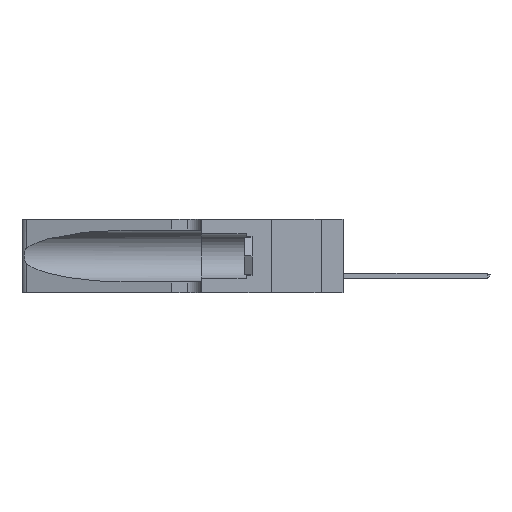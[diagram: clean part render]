
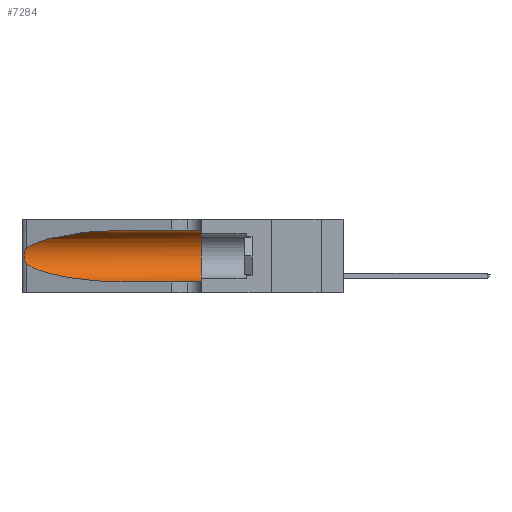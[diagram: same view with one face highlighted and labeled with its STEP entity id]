
A CAD part, left-side view. The second image highlights one B-rep face of the part: STEP entity #7284.
In plain terms, the highlighted cylindrical face has radius 3.308 mm (diameter 6.617 mm), a partial arc.
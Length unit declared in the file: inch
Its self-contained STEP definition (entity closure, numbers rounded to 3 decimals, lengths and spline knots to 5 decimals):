
#164 = LINE ( 'NONE', #3590, #35313 ) ;
#1054 = ORIENTED_EDGE ( 'NONE', *, *, #7087, .T. ) ;
#1562 = DIRECTION ( 'NONE',  ( 0., -1., 0. ) ) ;
#3590 = CARTESIAN_POINT ( 'NONE',  ( 0.1305, 1.61858, 0.31525 ) ) ;
#4595 = EDGE_CURVE ( 'NONE', #18468, #13860, #164, .T. ) ;
#4752 = CARTESIAN_POINT ( 'NONE',  ( 0.25555, 1.22993, 0.14849 ) ) ;
#5244 = CARTESIAN_POINT ( 'NONE',  ( 0.26075, 1.23896, 0.178 ) ) ;
#5719 = EDGE_CURVE ( 'NONE', #32389, #8826, #22116, .T. ) ;
#6352 = CARTESIAN_POINT ( 'NONE',  ( 0.1305, 0.72297, 0.31525 ) ) ;
#7087 = EDGE_CURVE ( 'NONE', #18468, #22639, #37065, .T. ) ;
#7284 = ADVANCED_FACE ( 'NONE', ( #34696 ), #19847, .F. ) ;
#8364 = CARTESIAN_POINT ( 'NONE',  ( 0.1305, 1.61858, 0.05475 ) ) ;
#8563 = CARTESIAN_POINT ( 'NONE',  ( 0.18966, 0.96281, 0.05475 ) ) ;
#8629 = DIRECTION ( 'NONE',  ( 0., -1., 0. ) ) ;
#8826 = VERTEX_POINT ( 'NONE', #13496 ) ;
#9035 = CARTESIAN_POINT ( 'NONE',  ( 0.25487, 1.22718, 0.14631 ) ) ;
#9459 = CARTESIAN_POINT ( 'NONE',  ( 0.1305, 0.35, 0.185 ) ) ;
#9733 = EDGE_CURVE ( 'NONE', #22639, #32389, #26940, .T. ) ;
#10575 = EDGE_CURVE ( 'NONE', #13860, #35062, #12408, .T. ) ;
#12048 = CARTESIAN_POINT ( 'NONE',  ( 0.2373, 1.15595, 0.28018 ) ) ;
#12408 = CIRCLE ( 'NONE', #26725, 0.13025 ) ;
#13496 = CARTESIAN_POINT ( 'NONE',  ( 0.1305, 0.72297, 0.05475 ) ) ;
#13707 = CARTESIAN_POINT ( 'NONE',  ( 0.25555, 1.22994, 0.2215 ) ) ;
#13772 = ORIENTED_EDGE ( 'NONE', *, *, #10575, .F. ) ;
#13860 = VERTEX_POINT ( 'NONE', #36505 ) ;
#15191 = CARTESIAN_POINT ( 'NONE',  ( 0.25639, 1.23184, 0.21858 ) ) ;
#15690 = DIRECTION ( 'NONE',  ( 0., 0., -1. ) ) ;
#18468 = VERTEX_POINT ( 'NONE', #6352 ) ;
#18700 = CARTESIAN_POINT ( 'NONE',  ( 0.26017, 1.23833, 0.17102 ) ) ;
#19166 = ORIENTED_EDGE ( 'NONE', *, *, #31561, .T. ) ;
#19173 = CARTESIAN_POINT ( 'NONE',  ( 0.25787, 1.23484, 0.2124 ) ) ;
#19547 = AXIS2_PLACEMENT_3D ( 'NONE', #43144, #8629, #15690 ) ;
#19836 = CARTESIAN_POINT ( 'NONE',  ( 0.25487, 1.22718, 0.22369 ) ) ;
#19847 = CYLINDRICAL_SURFACE ( 'NONE', #19547, 0.13025 ) ;
#22116 =( BOUNDED_CURVE ( )  B_SPLINE_CURVE ( 3, ( #9035, #43863, #8563, #40185 ),
 .UNSPECIFIED., .F., .F. ) 
 B_SPLINE_CURVE_WITH_KNOTS ( ( 4, 4 ),
 ( 3.44316, 4.71239 ),
 .UNSPECIFIED. ) 
 CURVE ( )  GEOMETRIC_REPRESENTATION_ITEM ( )  RATIONAL_B_SPLINE_CURVE ( ( 1., 0.87, 0.87, 1. ) ) 
 REPRESENTATION_ITEM ( '' )  );
#22252 = CARTESIAN_POINT ( 'NONE',  ( 0.25789, 1.23486, 0.15765 ) ) ;
#22487 = CARTESIAN_POINT ( 'NONE',  ( 0.18966, 0.96281, 0.31525 ) ) ;
#22639 = VERTEX_POINT ( 'NONE', #34898 ) ;
#22759 = CARTESIAN_POINT ( 'NONE',  ( 0.26018, 1.23835, 0.19895 ) ) ;
#24605 = EDGE_LOOP ( 'NONE', ( #1054, #29519, #28367, #19166, #13772, #44612 ) ) ;
#25086 = VECTOR ( 'NONE', #1562, 39.37008 ) ;
#25799 = CARTESIAN_POINT ( 'NONE',  ( 0.25639, 1.23186, 0.15144 ) ) ;
#26279 = CARTESIAN_POINT ( 'NONE',  ( 0.26075, 1.23896, 0.19203 ) ) ;
#26725 = AXIS2_PLACEMENT_3D ( 'NONE', #9459, #33989, #37377 ) ;
#26940 = B_SPLINE_CURVE_WITH_KNOTS ( 'NONE', 3,
 ( #19836, #13707, #15191, #19173, #39755, #22759, #26279, #5244, #18700, #43296, #22252, #25799, #4752, #29307 ),
 .UNSPECIFIED., .F., .F.,
 ( 4, 2, 2, 2, 2, 2, 4 ),
 ( 0., 0.00027, 0.00053, 0.00107, 0.0016, 0.00187, 0.00214 ),
 .UNSPECIFIED. ) ;
#28367 = ORIENTED_EDGE ( 'NONE', *, *, #5719, .T. ) ;
#29307 = CARTESIAN_POINT ( 'NONE',  ( 0.25487, 1.22718, 0.14631 ) ) ;
#29519 = ORIENTED_EDGE ( 'NONE', *, *, #9733, .T. ) ;
#31357 = DIRECTION ( 'NONE',  ( 0., -1., 0. ) ) ;
#31561 = EDGE_CURVE ( 'NONE', #8826, #35062, #41618, .T. ) ;
#32389 = VERTEX_POINT ( 'NONE', #34430 ) ;
#33548 = CARTESIAN_POINT ( 'NONE',  ( 0.1305, 0.72297, 0.31525 ) ) ;
#33989 = DIRECTION ( 'NONE',  ( 0., 1., 0. ) ) ;
#34430 = CARTESIAN_POINT ( 'NONE',  ( 0.25487, 1.22718, 0.14631 ) ) ;
#34696 = FACE_OUTER_BOUND ( 'NONE', #24605, .T. ) ;
#34898 = CARTESIAN_POINT ( 'NONE',  ( 0.25487, 1.22718, 0.22369 ) ) ;
#35062 = VERTEX_POINT ( 'NONE', #41784 ) ;
#35313 = VECTOR ( 'NONE', #31357, 39.37008 ) ;
#36505 = CARTESIAN_POINT ( 'NONE',  ( 0.1305, 0.35, 0.31525 ) ) ;
#37065 =( BOUNDED_CURVE ( )  B_SPLINE_CURVE ( 3, ( #33548, #22487, #12048, #44753 ),
 .UNSPECIFIED., .F., .T. ) 
 B_SPLINE_CURVE_WITH_KNOTS ( ( 4, 4 ),
 ( 1.5708, 2.84003 ),
 .UNSPECIFIED. ) 
 CURVE ( )  GEOMETRIC_REPRESENTATION_ITEM ( )  RATIONAL_B_SPLINE_CURVE ( ( 1., 0.87, 0.87, 1. ) ) 
 REPRESENTATION_ITEM ( '' )  );
#37377 = DIRECTION ( 'NONE',  ( 0., 0., 1. ) ) ;
#39755 = CARTESIAN_POINT ( 'NONE',  ( 0.25854, 1.2359, 0.20912 ) ) ;
#40185 = CARTESIAN_POINT ( 'NONE',  ( 0.1305, 0.72297, 0.05475 ) ) ;
#41618 = LINE ( 'NONE', #8364, #25086 ) ;
#41784 = CARTESIAN_POINT ( 'NONE',  ( 0.1305, 0.35, 0.05475 ) ) ;
#43144 = CARTESIAN_POINT ( 'NONE',  ( 0.1305, 1.61858, 0.185 ) ) ;
#43296 = CARTESIAN_POINT ( 'NONE',  ( 0.25856, 1.23593, 0.16098 ) ) ;
#43863 = CARTESIAN_POINT ( 'NONE',  ( 0.2373, 1.15595, 0.08982 ) ) ;
#44612 = ORIENTED_EDGE ( 'NONE', *, *, #4595, .F. ) ;
#44753 = CARTESIAN_POINT ( 'NONE',  ( 0.25487, 1.22718, 0.22369 ) ) ;
